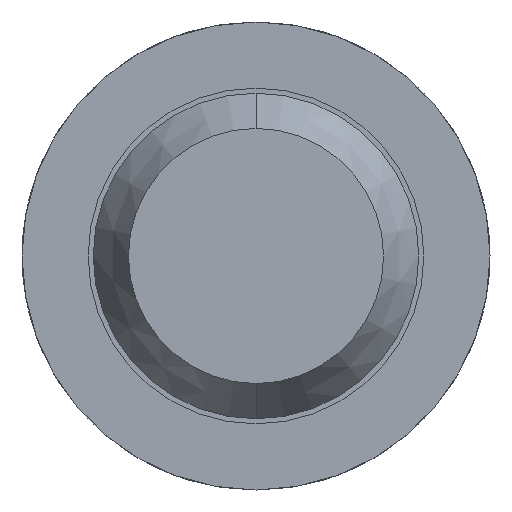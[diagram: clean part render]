
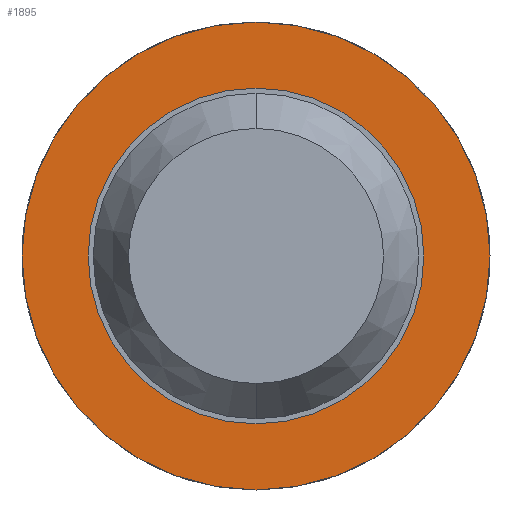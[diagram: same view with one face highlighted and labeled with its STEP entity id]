
A CAD part, front view. The second image highlights one B-rep face of the part: STEP entity #1895.
In plain terms, the highlighted planar face has unit normal (0, -1, 0).
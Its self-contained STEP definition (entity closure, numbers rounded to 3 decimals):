
#39 = AXIS2_PLACEMENT_3D ( 'NONE', #655, #1364, #1781 ) ;
#71 = EDGE_CURVE ( 'Defeature ausgef�hrt3_10+Defeature ausgef�hrt3_14+Defeature ausgef�hrt3_14+Defeature ausgef�hrt3_14', #73, #2799, #3477, .T. ) ;
#73 = VERTEX_POINT ( 'NONE', #1430 ) ;
#155 = VERTEX_POINT ( 'NONE', #4127 ) ;
#341 = DIRECTION ( 'NONE',  ( 0., 0., 1. ) ) ;
#550 = EDGE_CURVE ( 'Defeature ausgef�hrt3_14+Defeature ausgef�hrt3_13+Defeature ausgef�hrt3_13+Defeature ausgef�hrt3_13', #2714, #155, #3842, .T. ) ;
#655 = CARTESIAN_POINT ( 'NONE',  ( 0.825, -1.7, 0. ) ) ;
#742 = CARTESIAN_POINT ( 'NONE',  ( 0., -1.7, -0.825 ) ) ;
#810 = EDGE_LOOP ( 'NONE', ( #3060, #1280 ) ) ;
#814 = CARTESIAN_POINT ( 'NONE',  ( 0., -1.7, -1.15 ) ) ;
#1000 = PLANE ( 'NONE',  #39 ) ;
#1069 = DIRECTION ( 'NONE',  ( 0., 1., 0. ) ) ;
#1071 = DIRECTION ( 'NONE',  ( 0., 0., 1. ) ) ;
#1102 = CARTESIAN_POINT ( 'NONE',  ( 0., -1.7, 0. ) ) ;
#1263 = DIRECTION ( 'NONE',  ( 0., 0., 1. ) ) ;
#1280 = ORIENTED_EDGE ( 'NONE', *, *, #550, .T. ) ;
#1364 = DIRECTION ( 'NONE',  ( 0., 1., 0. ) ) ;
#1430 = CARTESIAN_POINT ( 'NONE',  ( 0., -1.7, 1.15 ) ) ;
#1656 = CARTESIAN_POINT ( 'NONE',  ( 0., -1.7, 0. ) ) ;
#1781 = DIRECTION ( 'NONE',  ( 0., 0., 1. ) ) ;
#1830 = DIRECTION ( 'NONE',  ( 0., 1., 0. ) ) ;
#1895 = ADVANCED_FACE ( 'Defeature ausgef�hrt3_14', ( #2988, #2710 ), #1000, .F. ) ;
#2004 = EDGE_LOOP ( 'NONE', ( #2029, #2719 ) ) ;
#2021 = DIRECTION ( 'NONE',  ( 0., 1., 0. ) ) ;
#2029 = ORIENTED_EDGE ( 'NONE', *, *, #71, .F. ) ;
#2038 = CIRCLE ( 'NONE', #2934, 1.15 ) ;
#2193 = AXIS2_PLACEMENT_3D ( 'NONE', #1656, #2021, #1263 ) ;
#2382 = CIRCLE ( 'NONE', #2193, 0.825 ) ;
#2710 = FACE_BOUND ( 'NONE', #810, .T. ) ;
#2714 = VERTEX_POINT ( 'NONE', #742 ) ;
#2719 = ORIENTED_EDGE ( 'NONE', *, *, #3782, .F. ) ;
#2799 = VERTEX_POINT ( 'NONE', #814 ) ;
#2934 = AXIS2_PLACEMENT_3D ( 'NONE', #1102, #1069, #3725 ) ;
#2988 = FACE_OUTER_BOUND ( 'NONE', #2004, .T. ) ;
#3060 = ORIENTED_EDGE ( 'NONE', *, *, #4610, .T. ) ;
#3365 = AXIS2_PLACEMENT_3D ( 'NONE', #4115, #4102, #1071 ) ;
#3477 = CIRCLE ( 'NONE', #3365, 1.15 ) ;
#3725 = DIRECTION ( 'NONE',  ( 0., 0., 1. ) ) ;
#3782 = EDGE_CURVE ( 'Defeature ausgef�hrt3_10+Defeature ausgef�hrt3_14+Defeature ausgef�hrt3_14+Defeature ausgef�hrt3_14', #2799, #73, #2038, .T. ) ;
#3842 = CIRCLE ( 'NONE', #3882, 0.825 ) ;
#3882 = AXIS2_PLACEMENT_3D ( 'NONE', #4053, #1830, #341 ) ;
#4053 = CARTESIAN_POINT ( 'NONE',  ( 0., -1.7, 0. ) ) ;
#4102 = DIRECTION ( 'NONE',  ( 0., 1., 0. ) ) ;
#4115 = CARTESIAN_POINT ( 'NONE',  ( 0., -1.7, 0. ) ) ;
#4127 = CARTESIAN_POINT ( 'NONE',  ( 0., -1.7, 0.825 ) ) ;
#4610 = EDGE_CURVE ( 'Defeature ausgef�hrt3_14+Defeature ausgef�hrt3_13+Defeature ausgef�hrt3_13+Defeature ausgef�hrt3_13', #155, #2714, #2382, .T. ) ;
